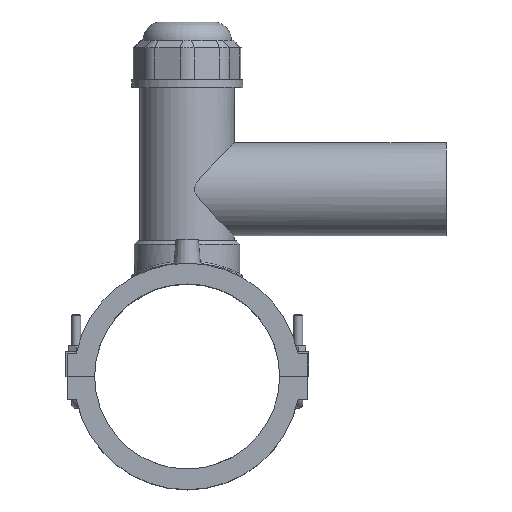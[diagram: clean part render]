
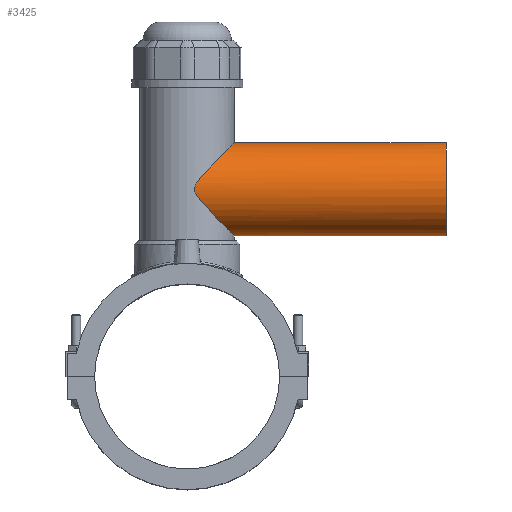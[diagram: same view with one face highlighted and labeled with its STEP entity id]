
A CAD part, top view. The second image highlights one B-rep face of the part: STEP entity #3425.
In plain terms, the highlighted cylindrical face has radius 31.5 mm (diameter 63 mm), a full revolution.
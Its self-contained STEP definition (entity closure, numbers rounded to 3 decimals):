
#645=FACE_BOUND('',#1048,.T.);
#702=B_SPLINE_CURVE_WITH_KNOTS('',3,(#5156,#5157,#5158,#5159,#5160,#5161,
#5162,#5163,#5164,#5165,#5166,#5167,#5168,#5169,#5170,#5171,#5172,#5173,
#5174,#5175,#5176,#5177,#5178,#5179,#5180,#5181,#5182,#5183,#5184,#5185,
#5186,#5187,#5188,#5189,#5190,#5191,#5192,#5193,#5194,#5195,#5196,#5197,
#5198,#5199,#5200,#5201,#5202,#5203,#5204,#5205,#5206,#5207,#5208,#5209,
#5210,#5211,#5212,#5213,#5214,#5215,#5216,#5217,#5218,#5219,#5220,#5221,
#5222,#5223,#5224,#5225,#5226,#5227,#5228,#5229,#5230,#5231,#5232,#5233,
#5234,#5235,#5236,#5237),.UNSPECIFIED.,.T.,.F.,(4,2,2,2,2,2,2,2,2,2,2,2,
2,2,2,2,2,2,2,2,2,2,2,2,2,2,2,2,2,2,2,2,2,2,2,2,2,2,2,2,4),(0.,0.204,
0.409,0.818,1.635,2.453,3.271,
3.921,4.571,5.221,5.87,6.52,
7.17,7.82,8.47,9.288,10.105,
10.923,11.332,11.536,11.741,11.945,
12.15,12.558,13.376,14.194,15.012,
15.662,16.311,16.961,17.611,18.261,
18.911,19.561,20.211,21.028,21.846,
22.664,23.073,23.277,23.482),
 .UNSPECIFIED.);
#776=CYLINDRICAL_SURFACE('',#3640,31.5);
#833=FACE_OUTER_BOUND('',#1047,.T.);
#1047=EDGE_LOOP('',(#2280));
#1048=EDGE_LOOP('',(#2281));
#1311=CIRCLE('',#3641,31.5);
#1441=VERTEX_POINT('',#5153);
#1442=VERTEX_POINT('',#5155);
#1778=EDGE_CURVE('',#1441,#1441,#1311,.T.);
#1779=EDGE_CURVE('',#1442,#1442,#702,.T.);
#2280=ORIENTED_EDGE('',*,*,#1778,.F.);
#2281=ORIENTED_EDGE('',*,*,#1779,.F.);
#3425=ADVANCED_FACE('',(#833,#645),#776,.T.);
#3640=AXIS2_PLACEMENT_3D('',#5152,#3980,#3981);
#3641=AXIS2_PLACEMENT_3D('',#5154,#3982,#3983);
#3980=DIRECTION('center_axis',(1.,0.,0.));
#3981=DIRECTION('ref_axis',(0.,1.,0.));
#3982=DIRECTION('center_axis',(1.,0.,0.));
#3983=DIRECTION('ref_axis',(0.,0.,-1.));
#5152=CARTESIAN_POINT('Origin',(87.5,126.5,0.));
#5153=CARTESIAN_POINT('',(175.,158.,0.));
#5154=CARTESIAN_POINT('Origin',(175.,126.5,0.));
#5155=CARTESIAN_POINT('',(4.875,126.5,-31.5));
#5156=CARTESIAN_POINT('Ctrl Pts',(4.875,126.5,-31.5));
#5157=CARTESIAN_POINT('Ctrl Pts',(4.875,125.819,-31.5));
#5158=CARTESIAN_POINT('Ctrl Pts',(5.012,125.23,-31.479));
#5159=CARTESIAN_POINT('Ctrl Pts',(5.392,124.14,-31.416));
#5160=CARTESIAN_POINT('Ctrl Pts',(5.638,123.639,-31.374));
#5161=CARTESIAN_POINT('Ctrl Pts',(6.463,122.182,-31.218));
#5162=CARTESIAN_POINT('Ctrl Pts',(7.119,121.281,-31.079));
#5163=CARTESIAN_POINT('Ctrl Pts',(9.263,118.542,-30.535));
#5164=CARTESIAN_POINT('Ctrl Pts',(10.898,116.727,-30.012));
#5165=CARTESIAN_POINT('Ctrl Pts',(14.322,113.014,-28.537));
#5166=CARTESIAN_POINT('Ctrl Pts',(16.101,111.147,-27.589));
#5167=CARTESIAN_POINT('Ctrl Pts',(19.566,107.545,-25.25));
#5168=CARTESIAN_POINT('Ctrl Pts',(21.252,105.812,-23.86));
#5169=CARTESIAN_POINT('Ctrl Pts',(24.032,102.966,-21.014));
#5170=CARTESIAN_POINT('Ctrl Pts',(25.244,101.73,-19.56));
#5171=CARTESIAN_POINT('Ctrl Pts',(27.458,99.478,-16.308));
#5172=CARTESIAN_POINT('Ctrl Pts',(28.459,98.462,-14.509));
#5173=CARTESIAN_POINT('Ctrl Pts',(30.114,96.783,-10.656));
#5174=CARTESIAN_POINT('Ctrl Pts',(30.77,96.118,-8.597));
#5175=CARTESIAN_POINT('Ctrl Pts',(31.651,95.227,-4.353));
#5176=CARTESIAN_POINT('Ctrl Pts',(31.875,95.,-2.166));
#5177=CARTESIAN_POINT('Ctrl Pts',(31.875,95.,2.166));
#5178=CARTESIAN_POINT('Ctrl Pts',(31.651,95.227,4.353));
#5179=CARTESIAN_POINT('Ctrl Pts',(30.77,96.118,8.597));
#5180=CARTESIAN_POINT('Ctrl Pts',(30.114,96.783,10.656));
#5181=CARTESIAN_POINT('Ctrl Pts',(28.459,98.462,14.509));
#5182=CARTESIAN_POINT('Ctrl Pts',(27.458,99.478,16.308));
#5183=CARTESIAN_POINT('Ctrl Pts',(25.244,101.73,19.56));
#5184=CARTESIAN_POINT('Ctrl Pts',(24.032,102.966,21.014));
#5185=CARTESIAN_POINT('Ctrl Pts',(21.252,105.812,23.86));
#5186=CARTESIAN_POINT('Ctrl Pts',(19.566,107.545,25.25));
#5187=CARTESIAN_POINT('Ctrl Pts',(16.101,111.147,27.589));
#5188=CARTESIAN_POINT('Ctrl Pts',(14.322,113.014,28.537));
#5189=CARTESIAN_POINT('Ctrl Pts',(10.898,116.727,30.012));
#5190=CARTESIAN_POINT('Ctrl Pts',(9.263,118.542,30.535));
#5191=CARTESIAN_POINT('Ctrl Pts',(7.119,121.281,31.079));
#5192=CARTESIAN_POINT('Ctrl Pts',(6.463,122.182,31.218));
#5193=CARTESIAN_POINT('Ctrl Pts',(5.638,123.639,31.374));
#5194=CARTESIAN_POINT('Ctrl Pts',(5.392,124.14,31.416));
#5195=CARTESIAN_POINT('Ctrl Pts',(5.012,125.23,31.479));
#5196=CARTESIAN_POINT('Ctrl Pts',(4.875,125.819,31.5));
#5197=CARTESIAN_POINT('Ctrl Pts',(4.875,127.181,31.5));
#5198=CARTESIAN_POINT('Ctrl Pts',(5.012,127.77,31.479));
#5199=CARTESIAN_POINT('Ctrl Pts',(5.392,128.86,31.416));
#5200=CARTESIAN_POINT('Ctrl Pts',(5.638,129.361,31.374));
#5201=CARTESIAN_POINT('Ctrl Pts',(6.463,130.818,31.218));
#5202=CARTESIAN_POINT('Ctrl Pts',(7.119,131.719,31.079));
#5203=CARTESIAN_POINT('Ctrl Pts',(9.263,134.458,30.535));
#5204=CARTESIAN_POINT('Ctrl Pts',(10.898,136.273,30.012));
#5205=CARTESIAN_POINT('Ctrl Pts',(14.322,139.986,28.537));
#5206=CARTESIAN_POINT('Ctrl Pts',(16.101,141.853,27.589));
#5207=CARTESIAN_POINT('Ctrl Pts',(19.566,145.455,25.25));
#5208=CARTESIAN_POINT('Ctrl Pts',(21.252,147.188,23.86));
#5209=CARTESIAN_POINT('Ctrl Pts',(24.032,150.034,21.014));
#5210=CARTESIAN_POINT('Ctrl Pts',(25.244,151.27,19.56));
#5211=CARTESIAN_POINT('Ctrl Pts',(27.458,153.522,16.308));
#5212=CARTESIAN_POINT('Ctrl Pts',(28.459,154.538,14.509));
#5213=CARTESIAN_POINT('Ctrl Pts',(30.114,156.217,10.656));
#5214=CARTESIAN_POINT('Ctrl Pts',(30.77,156.882,8.597));
#5215=CARTESIAN_POINT('Ctrl Pts',(31.651,157.773,4.353));
#5216=CARTESIAN_POINT('Ctrl Pts',(31.875,158.,2.166));
#5217=CARTESIAN_POINT('Ctrl Pts',(31.875,158.,-2.166));
#5218=CARTESIAN_POINT('Ctrl Pts',(31.651,157.773,-4.353));
#5219=CARTESIAN_POINT('Ctrl Pts',(30.77,156.882,-8.597));
#5220=CARTESIAN_POINT('Ctrl Pts',(30.114,156.217,-10.656));
#5221=CARTESIAN_POINT('Ctrl Pts',(28.459,154.538,-14.509));
#5222=CARTESIAN_POINT('Ctrl Pts',(27.458,153.522,-16.308));
#5223=CARTESIAN_POINT('Ctrl Pts',(25.244,151.27,-19.56));
#5224=CARTESIAN_POINT('Ctrl Pts',(24.032,150.034,-21.014));
#5225=CARTESIAN_POINT('Ctrl Pts',(21.252,147.188,-23.86));
#5226=CARTESIAN_POINT('Ctrl Pts',(19.566,145.455,-25.25));
#5227=CARTESIAN_POINT('Ctrl Pts',(16.101,141.853,-27.589));
#5228=CARTESIAN_POINT('Ctrl Pts',(14.322,139.986,-28.537));
#5229=CARTESIAN_POINT('Ctrl Pts',(10.898,136.273,-30.012));
#5230=CARTESIAN_POINT('Ctrl Pts',(9.263,134.458,-30.535));
#5231=CARTESIAN_POINT('Ctrl Pts',(7.119,131.719,-31.079));
#5232=CARTESIAN_POINT('Ctrl Pts',(6.463,130.818,-31.218));
#5233=CARTESIAN_POINT('Ctrl Pts',(5.638,129.361,-31.374));
#5234=CARTESIAN_POINT('Ctrl Pts',(5.392,128.86,-31.416));
#5235=CARTESIAN_POINT('Ctrl Pts',(5.012,127.77,-31.479));
#5236=CARTESIAN_POINT('Ctrl Pts',(4.875,127.181,-31.5));
#5237=CARTESIAN_POINT('Ctrl Pts',(4.875,126.5,-31.5));
